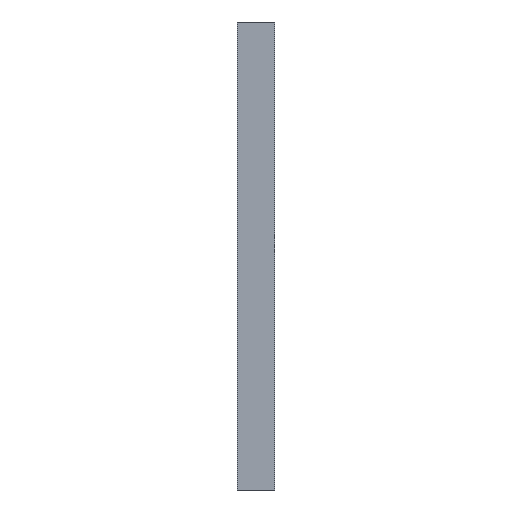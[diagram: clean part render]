
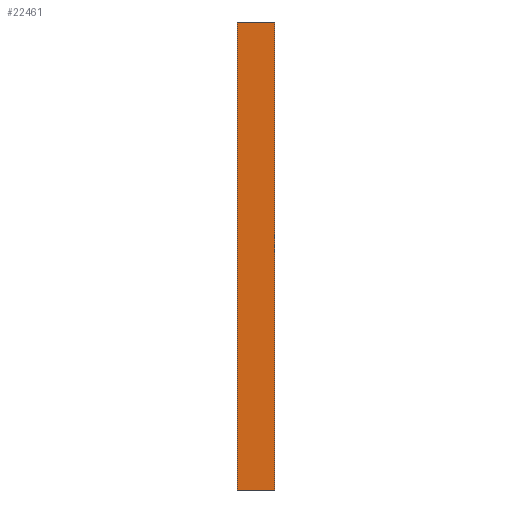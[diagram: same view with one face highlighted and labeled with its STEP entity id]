
A CAD part, front view. The second image highlights one B-rep face of the part: STEP entity #22461.
In plain terms, the highlighted planar face has unit normal (0, -1, 0).
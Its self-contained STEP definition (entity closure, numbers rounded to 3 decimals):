
#672 = VECTOR ( 'NONE', #8601, 1000. ) ;
#1150 = CARTESIAN_POINT ( 'NONE',  ( -6.35, -0.5, -79.375 ) ) ;
#1228 = CARTESIAN_POINT ( 'NONE',  ( 6.35, -0.5, 79.375 ) ) ;
#3349 = VECTOR ( 'NONE', #17426, 1000. ) ;
#4118 = CARTESIAN_POINT ( 'NONE',  ( 6.35, -0.5, -79.375 ) ) ;
#6810 = VECTOR ( 'NONE', #38470, 1000. ) ;
#7505 = LINE ( 'NONE', #28627, #18783 ) ;
#8019 = VERTEX_POINT ( 'NONE', #4118 ) ;
#8601 = DIRECTION ( 'NONE',  ( 1., 0., 0. ) ) ;
#8892 = ORIENTED_EDGE ( 'NONE', *, *, #11602, .F. ) ;
#11532 = VERTEX_POINT ( 'NONE', #1150 ) ;
#11602 = EDGE_CURVE ( 'Defeature ausgef�hrt1_6+Defeature ausgef�hrt1_9+Defeature ausgef�hrt1_5+Defeature ausgef�hrt1_7', #8019, #11532, #12626, .T. ) ;
#12626 = LINE ( 'NONE', #14109, #3349 ) ;
#13712 = PLANE ( 'NONE',  #38720 ) ;
#14109 = CARTESIAN_POINT ( 'NONE',  ( -6.35, -0.5, -79.375 ) ) ;
#14270 = EDGE_CURVE ( 'Defeature ausgef�hrt1_5+Defeature ausgef�hrt1_9+Defeature ausgef�hrt1_8+Defeature ausgef�hrt1_6', #38283, #8019, #23493, .T. ) ;
#17426 = DIRECTION ( 'NONE',  ( -1., 0., 0. ) ) ;
#17722 = EDGE_CURVE ( 'Defeature ausgef�hrt1_7+Defeature ausgef�hrt1_9+Defeature ausgef�hrt1_6+Defeature ausgef�hrt1_8', #11532, #39110, #7505, .T. ) ;
#18442 = CARTESIAN_POINT ( 'NONE',  ( -6.35, -0.5, 79.375 ) ) ;
#18783 = VECTOR ( 'NONE', #32130, 1000. ) ;
#20804 = ORIENTED_EDGE ( 'NONE', *, *, #32986, .F. ) ;
#22269 = LINE ( 'NONE', #27396, #672 ) ;
#22461 = ADVANCED_FACE ( 'Defeature ausgef�hrt1_9', ( #22778 ), #13712, .T. ) ;
#22778 = FACE_OUTER_BOUND ( 'NONE', #35183, .T. ) ;
#23493 = LINE ( 'NONE', #1228, #6810 ) ;
#23652 = CARTESIAN_POINT ( 'NONE',  ( 6.35, -0.5, 79.375 ) ) ;
#26031 = ORIENTED_EDGE ( 'NONE', *, *, #17722, .F. ) ;
#27396 = CARTESIAN_POINT ( 'NONE',  ( -6.35, -0.5, 79.375 ) ) ;
#28627 = CARTESIAN_POINT ( 'NONE',  ( -6.35, -0.5, 79.375 ) ) ;
#29640 = DIRECTION ( 'NONE',  ( 0., -1., 0. ) ) ;
#32130 = DIRECTION ( 'NONE',  ( 0., 0., 1. ) ) ;
#32613 = CARTESIAN_POINT ( 'NONE',  ( 6.35, -0.5, -79.375 ) ) ;
#32986 = EDGE_CURVE ( 'Defeature ausgef�hrt1_8+Defeature ausgef�hrt1_9+Defeature ausgef�hrt1_7+Defeature ausgef�hrt1_5', #39110, #38283, #22269, .T. ) ;
#35183 = EDGE_LOOP ( 'NONE', ( #36729, #20804, #26031, #8892 ) ) ;
#36729 = ORIENTED_EDGE ( 'NONE', *, *, #14270, .F. ) ;
#38283 = VERTEX_POINT ( 'NONE', #23652 ) ;
#38470 = DIRECTION ( 'NONE',  ( 0., 0., -1. ) ) ;
#38720 = AXIS2_PLACEMENT_3D ( 'NONE', #32613, #29640, #38816 ) ;
#38816 = DIRECTION ( 'NONE',  ( 0., 0., -1. ) ) ;
#39110 = VERTEX_POINT ( 'NONE', #18442 ) ;
